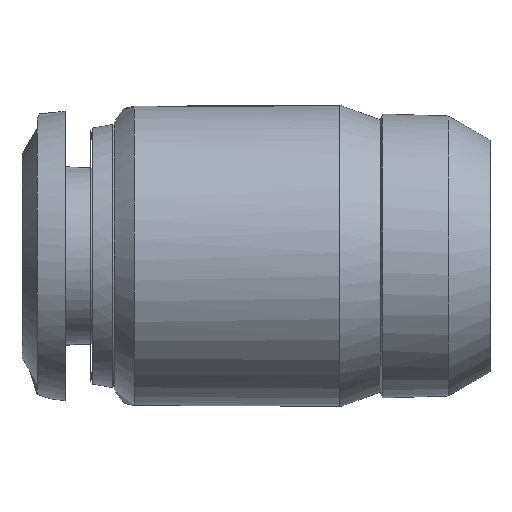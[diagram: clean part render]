
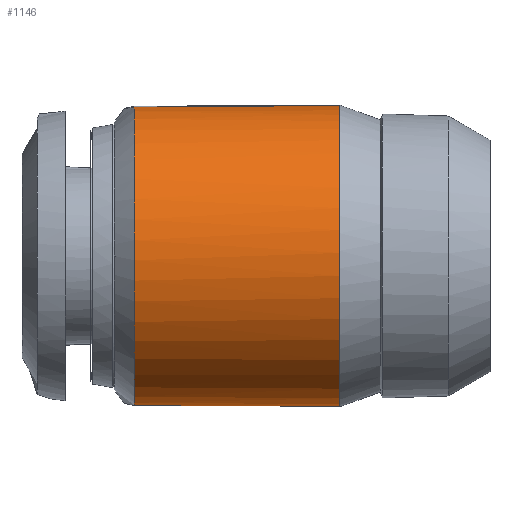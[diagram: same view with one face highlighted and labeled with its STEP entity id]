
A CAD part, left-side view. The second image highlights one B-rep face of the part: STEP entity #1146.
In plain terms, the highlighted free-form (B-spline) face has degree [1, 3] with [2, 7] control points.
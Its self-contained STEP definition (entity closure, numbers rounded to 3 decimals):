
#48 = CARTESIAN_POINT ( 'NONE',  ( 0., 16.57, 7. ) ) ;
#96 = VERTEX_POINT ( 'NONE', #319 ) ;
#97 = CARTESIAN_POINT ( 'NONE',  ( -4.101, 16.57, -7. ) ) ;
#160 = B_SPLINE_CURVE_WITH_KNOTS ( 'NONE', 1,
 ( #963, #2264 ),
 .UNSPECIFIED., .F., .F.,
 ( 2, 2 ),
 ( 0., 1. ),
 .UNSPECIFIED. ) ;
#178 = VERTEX_POINT ( 'NONE', #1516 ) ;
#191 = CARTESIAN_POINT ( 'NONE',  ( -4.131, 16.57, -7. ) ) ;
#211 = CARTESIAN_POINT ( 'NONE',  ( 0., 16.57, -7. ) ) ;
#298 = CARTESIAN_POINT ( 'NONE',  ( 0., 16.57, -7. ) ) ;
#319 = CARTESIAN_POINT ( 'NONE',  ( 0., 17.035, 6.875 ) ) ;
#334 = CARTESIAN_POINT ( 'NONE',  ( -3.999, 7., 7.077 ) ) ;
#361 = CARTESIAN_POINT ( 'NONE',  ( -7.039, 7., -4.065 ) ) ;
#508 = CARTESIAN_POINT ( 'NONE',  ( 0., 7., 7. ) ) ;
#532 =( BOUNDED_CURVE ( )  B_SPLINE_CURVE ( 3, ( #1641, #1051, #2392, #668, #1450, #97, #298 ),
 .UNSPECIFIED., .F., .T. ) 
 B_SPLINE_CURVE_WITH_KNOTS ( ( 4, 3, 4 ),
 ( 0.5, 0.75, 1. ),
 .UNSPECIFIED. ) 
 CURVE ( )  GEOMETRIC_REPRESENTATION_ITEM ( )  RATIONAL_B_SPLINE_CURVE ( ( 1., 0.805, 0.805, 1., 0.805, 0.805, 1. ) ) 
 REPRESENTATION_ITEM ( '' )  );
#563 = CARTESIAN_POINT ( 'NONE',  ( -7.039, 16.57, -4.065 ) ) ;
#660 = EDGE_LOOP ( 'NONE', ( #1499, #1651, #1876, #1437 ) ) ;
#668 = CARTESIAN_POINT ( 'NONE',  ( -7., 16.57, 0. ) ) ;
#709 = CARTESIAN_POINT ( 'NONE',  ( -6.961, 7., 4.197 ) ) ;
#879 = CARTESIAN_POINT ( 'NONE',  ( 0., 7., -7. ) ) ;
#898 = CARTESIAN_POINT ( 'NONE',  ( -7., 7., 0.066 ) ) ;
#907 = CARTESIAN_POINT ( 'NONE',  ( -3.999, 16.57, 7.077 ) ) ;
#925 = EDGE_CURVE ( 'NONE', #1285, #2328, #160, .T. ) ;
#963 = CARTESIAN_POINT ( 'NONE',  ( 0., 7., -7. ) ) ;
#1005 = FACE_OUTER_BOUND ( 'NONE', #660, .T. ) ;
#1018 = CARTESIAN_POINT ( 'NONE',  ( 0., 7., 7. ) ) ;
#1051 = CARTESIAN_POINT ( 'NONE',  ( -4.101, 16.57, 7. ) ) ;
#1094 = CARTESIAN_POINT ( 'NONE',  ( 0.132, 16.57, 6.999 ) ) ;
#1146 = ADVANCED_FACE ( 'NONE', ( #1005 ), #1393, .T. ) ;
#1234 = EDGE_CURVE ( 'NONE', #178, #96, #1953, .T. ) ;
#1278 = CARTESIAN_POINT ( 'NONE',  ( -14., 7., 7. ) ) ;
#1285 = VERTEX_POINT ( 'NONE', #1418 ) ;
#1296 = CARTESIAN_POINT ( 'NONE',  ( -14., 7., -7. ) ) ;
#1393 =( BOUNDED_SURFACE ( )  B_SPLINE_SURFACE ( 1, 3, ( 
 ( #2445, #334, #709, #898, #361, #2231, #2045 ),
 ( #1094, #907, #2244, #1701, #563, #191, #211 ) ),
 .UNSPECIFIED., .F., .F., .F. ) 
 B_SPLINE_SURFACE_WITH_KNOTS ( ( 2, 2 ),
 ( 4, 3, 4 ),
 ( 0., 1. ),
 ( 0., 0.5, 1. ),
 .UNSPECIFIED. ) 
 GEOMETRIC_REPRESENTATION_ITEM ( )  RATIONAL_B_SPLINE_SURFACE ( (
 ( 1., 0.803, 0.803, 1., 0.803, 0.803, 1.),
 ( 1., 0.803, 0.803, 1., 0.803, 0.803, 1.) ) ) 
 REPRESENTATION_ITEM ( '' )  SURFACE ( )  );
#1418 = CARTESIAN_POINT ( 'NONE',  ( 0., 7., -7. ) ) ;
#1437 = ORIENTED_EDGE ( 'NONE', *, *, #925, .F. ) ;
#1450 = CARTESIAN_POINT ( 'NONE',  ( -7., 16.57, -4.101 ) ) ;
#1499 = ORIENTED_EDGE ( 'NONE', *, *, #1705, .T. ) ;
#1516 = CARTESIAN_POINT ( 'NONE',  ( 0., 7., 7. ) ) ;
#1580 =( BOUNDED_CURVE ( )  B_SPLINE_CURVE ( 3, ( #879, #1296, #1278, #508 ),
 .UNSPECIFIED., .F., .F. ) 
 B_SPLINE_CURVE_WITH_KNOTS ( ( 4, 4 ),
 ( 0., 0.5 ),
 .UNSPECIFIED. ) 
 CURVE ( )  GEOMETRIC_REPRESENTATION_ITEM ( )  RATIONAL_B_SPLINE_CURVE ( ( 1., 0.333, 0.333, 1. ) ) 
 REPRESENTATION_ITEM ( '' )  );
#1641 = CARTESIAN_POINT ( 'NONE',  ( 0., 16.57, 7. ) ) ;
#1651 = ORIENTED_EDGE ( 'NONE', *, *, #1234, .T. ) ;
#1701 = CARTESIAN_POINT ( 'NONE',  ( -7., 16.57, 0.066 ) ) ;
#1705 = EDGE_CURVE ( 'NONE', #1285, #178, #1580, .T. ) ;
#1795 = CARTESIAN_POINT ( 'NONE',  ( 0., 17.035, -6.875 ) ) ;
#1876 = ORIENTED_EDGE ( 'NONE', *, *, #1999, .T. ) ;
#1953 = B_SPLINE_CURVE_WITH_KNOTS ( 'NONE', 1,
 ( #1018, #48 ),
 .UNSPECIFIED., .F., .F.,
 ( 2, 2 ),
 ( 0., 1. ),
 .UNSPECIFIED. ) ;
#1999 = EDGE_CURVE ( 'NONE', #96, #2328, #532, .T. ) ;
#2045 = CARTESIAN_POINT ( 'NONE',  ( 0., 7., -7. ) ) ;
#2231 = CARTESIAN_POINT ( 'NONE',  ( -4.131, 7., -7. ) ) ;
#2244 = CARTESIAN_POINT ( 'NONE',  ( -6.961, 16.57, 4.197 ) ) ;
#2264 = CARTESIAN_POINT ( 'NONE',  ( 0., 16.57, -7. ) ) ;
#2328 = VERTEX_POINT ( 'NONE', #1795 ) ;
#2392 = CARTESIAN_POINT ( 'NONE',  ( -7., 16.57, 4.101 ) ) ;
#2445 = CARTESIAN_POINT ( 'NONE',  ( 0.132, 7., 6.999 ) ) ;
